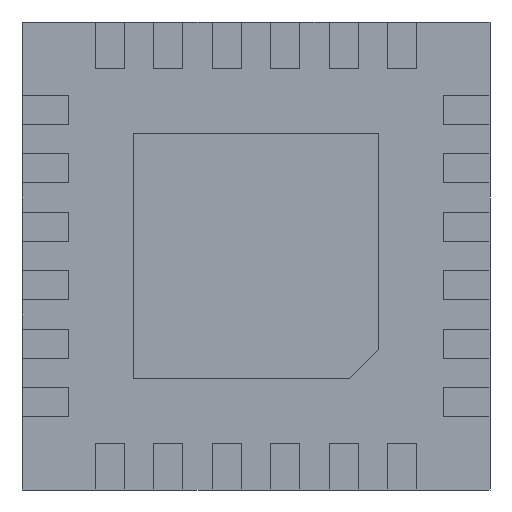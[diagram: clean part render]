
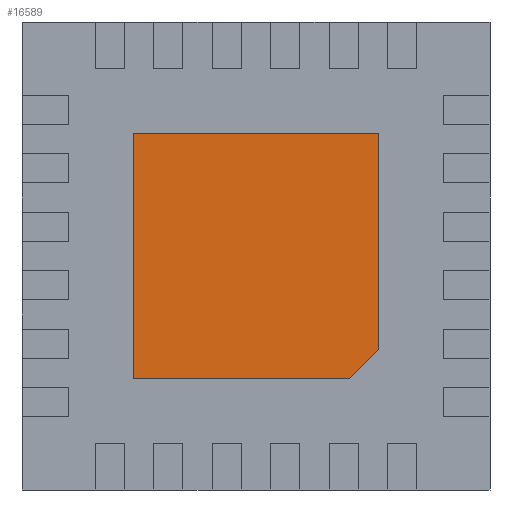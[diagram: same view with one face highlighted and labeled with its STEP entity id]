
A CAD part, front view. The second image highlights one B-rep face of the part: STEP entity #16589.
In plain terms, the highlighted planar face has unit normal (0, -1, 0).
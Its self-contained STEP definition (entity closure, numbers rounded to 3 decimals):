
#16437=DIRECTION('',(0.707,0.,0.707));
#16438=VECTOR('',#16437,0.354);
#16439=CARTESIAN_POINT('',(0.8,0.,-1.05));
#16440=LINE('',#16439,#16438);
#16444=DIRECTION('',(1.,0.,0.));
#16445=VECTOR('',#16444,1.85);
#16446=CARTESIAN_POINT('',(-1.05,0.,-1.05));
#16447=LINE('',#16446,#16445);
#16451=DIRECTION('',(0.,0.,-1.));
#16452=VECTOR('',#16451,2.1);
#16453=CARTESIAN_POINT('',(-1.05,0.,1.05));
#16454=LINE('',#16453,#16452);
#16458=DIRECTION('',(1.,0.,0.));
#16459=VECTOR('',#16458,2.1);
#16460=CARTESIAN_POINT('',(-1.05,0.,1.05));
#16461=LINE('',#16460,#16459);
#16465=DIRECTION('',(0.,0.,-1.));
#16466=VECTOR('',#16465,1.85);
#16467=CARTESIAN_POINT('',(1.05,0.,1.05));
#16468=LINE('',#16467,#16466);
#16552=CARTESIAN_POINT('',(0.8,0.,-1.05));
#16553=CARTESIAN_POINT('',(1.05,0.,-0.8));
#16554=VERTEX_POINT('',#16552);
#16555=VERTEX_POINT('',#16553);
#16556=CARTESIAN_POINT('',(1.05,0.,1.05));
#16557=VERTEX_POINT('',#16556);
#16558=CARTESIAN_POINT('',(-1.05,0.,1.05));
#16559=VERTEX_POINT('',#16558);
#16560=CARTESIAN_POINT('',(-1.05,0.,-1.05));
#16561=VERTEX_POINT('',#16560);
#16572=CARTESIAN_POINT('',(0.,0.,0.));
#16573=DIRECTION('',(0.,-1.,0.));
#16574=DIRECTION('',(-1.,0.,0.));
#16575=AXIS2_PLACEMENT_3D('',#16572,#16573,#16574);
#16576=PLANE('',#16575);
#16578=ORIENTED_EDGE('',*,*,#16577,.F.);
#16580=ORIENTED_EDGE('',*,*,#16579,.F.);
#16582=ORIENTED_EDGE('',*,*,#16581,.F.);
#16584=ORIENTED_EDGE('',*,*,#16583,.T.);
#16586=ORIENTED_EDGE('',*,*,#16585,.T.);
#16587=EDGE_LOOP('',(#16578,#16580,#16582,#16584,#16586));
#16588=FACE_OUTER_BOUND('',#16587,.F.);
#16589=ADVANCED_FACE('',(#16588),#16576,.T.);
#16577=EDGE_CURVE('',#16554,#16555,#16440,.T.);
#16579=EDGE_CURVE('',#16561,#16554,#16447,.T.);
#16581=EDGE_CURVE('',#16559,#16561,#16454,.T.);
#16583=EDGE_CURVE('',#16559,#16557,#16461,.T.);
#16585=EDGE_CURVE('',#16557,#16555,#16468,.T.);
